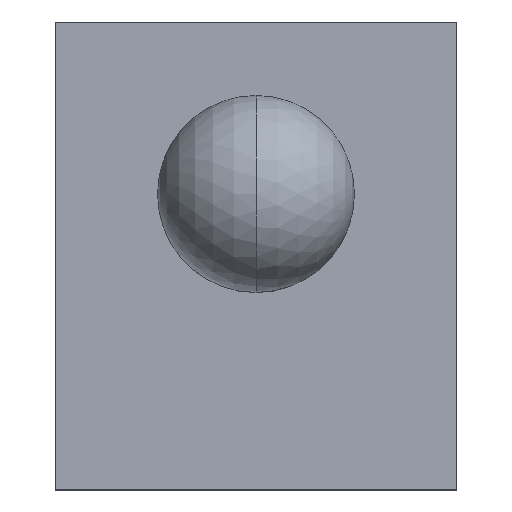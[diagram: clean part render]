
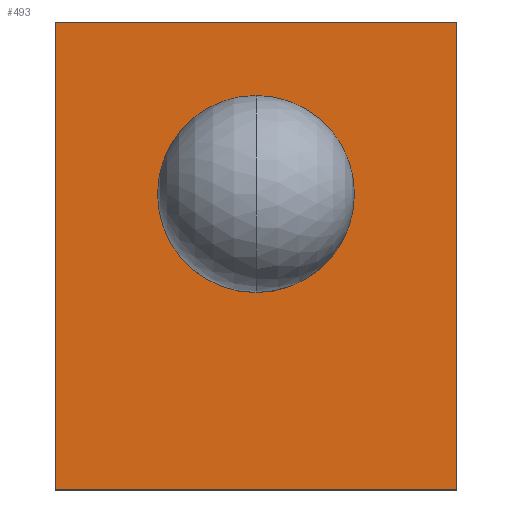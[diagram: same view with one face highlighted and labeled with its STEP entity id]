
A CAD part, top view. The second image highlights one B-rep face of the part: STEP entity #493.
In plain terms, the highlighted planar face has unit normal (0, 0, 1).
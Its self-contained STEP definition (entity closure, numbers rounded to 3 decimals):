
#35 = VECTOR ( 'NONE', #306, 1000. ) ;
#60 = LINE ( 'NONE', #517, #184 ) ;
#76 = LINE ( 'NONE', #309, #262 ) ;
#77 = CARTESIAN_POINT ( 'NONE',  ( 2.16, 1.849, 0. ) ) ;
#78 = ORIENTED_EDGE ( 'NONE', *, *, #345, .F. ) ;
#131 = EDGE_LOOP ( 'NONE', ( #713, #78, #396, #320 ) ) ;
#172 = VERTEX_POINT ( 'NONE', #350 ) ;
#184 = VECTOR ( 'NONE', #399, 1000. ) ;
#221 = CARTESIAN_POINT ( 'NONE',  ( -2.16, 1.849, 0. ) ) ;
#229 = VECTOR ( 'NONE', #438, 1000. ) ;
#230 = EDGE_CURVE ( 'NONE', #565, #462, #639, .T. ) ;
#262 = VECTOR ( 'NONE', #358, 1000. ) ;
#306 = DIRECTION ( 'NONE',  ( -1., 0., 0. ) ) ;
#309 = CARTESIAN_POINT ( 'NONE',  ( 2.16, -3.18, 0. ) ) ;
#313 = CARTESIAN_POINT ( 'NONE',  ( 2.16, 1.849, 0. ) ) ;
#320 = ORIENTED_EDGE ( 'NONE', *, *, #230, .T. ) ;
#345 = EDGE_CURVE ( 'NONE', #172, #636, #433, .T. ) ;
#350 = CARTESIAN_POINT ( 'NONE',  ( 2.16, -3.18, 0. ) ) ;
#358 = DIRECTION ( 'NONE',  ( 0., -1., 0. ) ) ;
#396 = ORIENTED_EDGE ( 'NONE', *, *, #579, .F. ) ;
#399 = DIRECTION ( 'NONE',  ( 0., -1., 0. ) ) ;
#414 = CARTESIAN_POINT ( 'NONE',  ( 2.16, -3.18, 0. ) ) ;
#433 = LINE ( 'NONE', #449, #229 ) ;
#438 = DIRECTION ( 'NONE',  ( -1., 0., 0. ) ) ;
#444 = EDGE_CURVE ( 'NONE', #462, #636, #60, .T. ) ;
#449 = CARTESIAN_POINT ( 'NONE',  ( 2.16, -3.18, 0. ) ) ;
#462 = VERTEX_POINT ( 'NONE', #221 ) ;
#473 = FACE_OUTER_BOUND ( 'NONE', #131, .T. ) ;
#493 = ADVANCED_FACE ( 'NONE', ( #473 ), #687, .F. ) ;
#517 = CARTESIAN_POINT ( 'NONE',  ( -2.16, -3.18, 0. ) ) ;
#555 = CARTESIAN_POINT ( 'NONE',  ( -2.16, -3.18, 0. ) ) ;
#565 = VERTEX_POINT ( 'NONE', #313 ) ;
#579 = EDGE_CURVE ( 'NONE', #565, #172, #76, .T. ) ;
#622 = DIRECTION ( 'NONE',  ( 0., 0., -1. ) ) ;
#631 = DIRECTION ( 'NONE',  ( -1., 0., 0. ) ) ;
#636 = VERTEX_POINT ( 'NONE', #555 ) ;
#639 = LINE ( 'NONE', #77, #35 ) ;
#687 = PLANE ( 'NONE',  #717 ) ;
#713 = ORIENTED_EDGE ( 'NONE', *, *, #444, .T. ) ;
#717 = AXIS2_PLACEMENT_3D ( 'NONE', #414, #622, #631 ) ;
